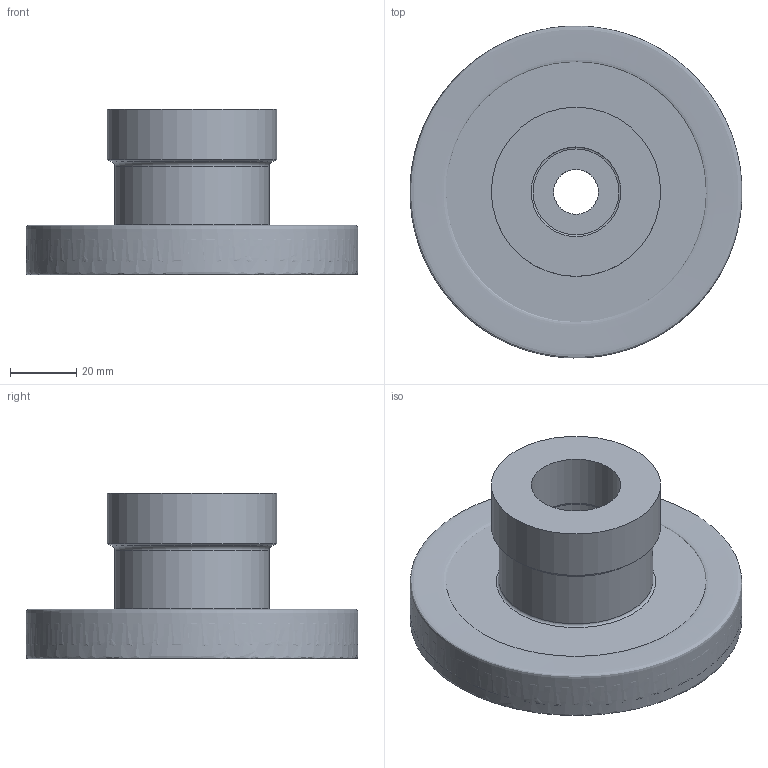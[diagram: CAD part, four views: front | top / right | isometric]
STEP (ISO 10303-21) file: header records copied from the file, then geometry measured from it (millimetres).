
FILE_DESCRIPTION(/* description */ (''),/* implementation_level */ '2;1');
FILE_NAME(/* name */ '1699338054763.stp',/* time_stamp */ '2023-11-07T11:51:08+05:00',/* author */ (''),/* organization */ ('SMS'),/* preprocessor_version */ 'ST-DEVELOPER v16.7',/* originating_system */ 'SIEMENS PLM Software NX 12.0',/* authorisation */ '');
FILE_SCHEMA (('AUTOMOTIVE_DESIGN { 1 0 10303 214 3 1 1 1 }'));
Length unit declared in the file: millimetre
Products named in the file (4): 204999491mod000_00; ASSEMBLY_CONSTRUCTION; 204999609mod000_00; 204999607mod000_00
Assembly tree (4 placements, depth 2):
  204999607mod000_00
    204999609mod000_00
    ASSEMBLY_CONSTRUCTION
    204999491mod000_00  x2
Bounding box: 100.02 x 100.02 x 50 mm (x, y, z)
Volume: 224217.2 mm3; surface area: 52664.2 mm2
Topology: 3 solids, 3 shells, 17 faces, 36 edges, 38 vertices
Faces by surface type: cylinder 6, plane 4, torus 4, bspline 2, cone 1
Full cylindrical faces by diameter (mm): 13.5 x1, 27.011 x1, 27.5 x1, 46.4 x1, 51 x1, 98.446 x1
Entity records: 16395 total; most frequent: CARTESIAN_POINT 15859, DIRECTION 94, AXIS2_PLACEMENT_3D 47, FACE_BOUND 32, EDGE_LOOP 30, ORIENTED_EDGE 30, STYLED_ITEM 29, PRESENTATION_STYLE_ASSIGNMENT 29
